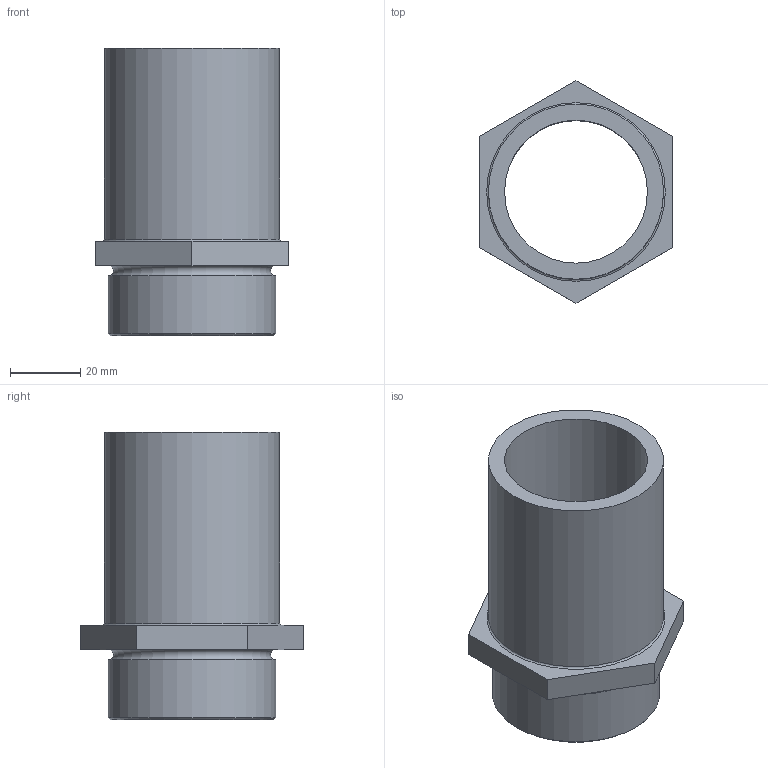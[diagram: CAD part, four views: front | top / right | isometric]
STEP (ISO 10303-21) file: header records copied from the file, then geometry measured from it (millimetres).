
FILE_DESCRIPTION(/* description */ ('SIMONA PE 100 Adapter mit Außengewinde gespritzt R d 50'),/* implementation_level */ '2;1');
FILE_NAME(/* name */ '20000017_PE0100------AD---LSAG-FG-R---SW09500----_50_SDR_11.stp',/* time_stamp */ '2015-09-14T09:59:42+02:00',/* author */ ('markus.spaeth'),/* organization */ ('SIMONA AG'),/* preprocessor_version */ 'ST-DEVELOPER v15.6',/* originating_system */ 'Autodesk Inventor 2015',/* authorisation */ '');
FILE_SCHEMA (('AUTOMOTIVE_DESIGN { 1 0 10303 214 3 1 1 }'));
Length unit declared in the file: millimetre
Products named in the file (1): 20000017_PE0100------AD---LSAG-FG-R---SW09500----_50_SDR_11
Bounding box: 55 x 63.51 x 82 mm (x, y, z)
Volume: 54500 mm3; surface area: 26259.9 mm2
Topology: 1 solids, 1 shells, 16 faces, 33 edges, 21 vertices
Faces by surface type: plane 10, cylinder 3, torus 2, cone 1
Full cylindrical faces by diameter (mm): 40.8 x1, 47.8 x1, 50 x1
Entity records: 436 total; most frequent: DIRECTION 70, CARTESIAN_POINT 65, ORIENTED_EDGE 54, EDGE_CURVE 27, EDGE_LOOP 26, AXIS2_PLACEMENT_3D 26, VERTEX_POINT 21, LINE 18
